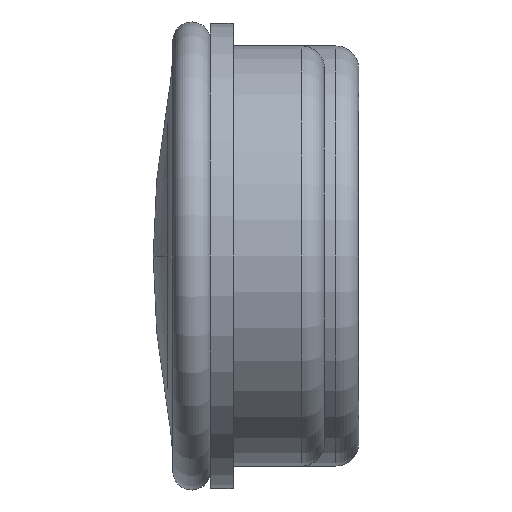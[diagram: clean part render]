
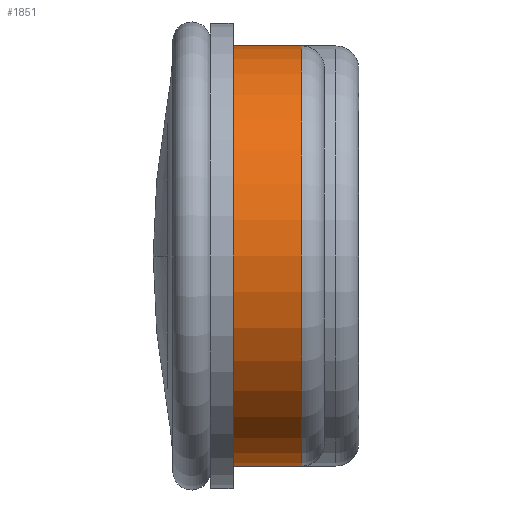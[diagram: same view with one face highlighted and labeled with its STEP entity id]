
A CAD part, left-side view. The second image highlights one B-rep face of the part: STEP entity #1851.
In plain terms, the highlighted cylindrical face has radius 9.2 mm (diameter 18.4 mm), a partial arc.
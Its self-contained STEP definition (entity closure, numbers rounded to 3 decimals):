
#23 = VERTEX_POINT ( 'NONE', #1478 ) ;
#38 = VECTOR ( 'NONE', #1868, 1000. ) ;
#100 = AXIS2_PLACEMENT_3D ( 'NONE', #1486, #1649, #1072 ) ;
#106 = ORIENTED_EDGE ( 'NONE', *, *, #983, .T. ) ;
#189 = AXIS2_PLACEMENT_3D ( 'NONE', #663, #1543, #1824 ) ;
#221 = CARTESIAN_POINT ( 'NONE',  ( -14., -4., -9.2 ) ) ;
#261 = DIRECTION ( 'NONE',  ( 0., -1., 0. ) ) ;
#262 = VERTEX_POINT ( 'NONE', #1571 ) ;
#409 = VERTEX_POINT ( 'NONE', #884 ) ;
#434 = CARTESIAN_POINT ( 'NONE',  ( -14., -3., -9.2 ) ) ;
#592 = VECTOR ( 'NONE', #1519, 1000. ) ;
#663 = CARTESIAN_POINT ( 'NONE',  ( -14., -4., 0. ) ) ;
#668 = CIRCLE ( 'NONE', #100, 9.2 ) ;
#729 = CIRCLE ( 'NONE', #1793, 9.2 ) ;
#838 = VERTEX_POINT ( 'NONE', #434 ) ;
#842 = EDGE_CURVE ( 'NONE', #262, #409, #729, .T. ) ;
#884 = CARTESIAN_POINT ( 'NONE',  ( -14., 0., -9.2 ) ) ;
#885 = EDGE_CURVE ( 'NONE', #23, #262, #1679, .T. ) ;
#909 = ORIENTED_EDGE ( 'NONE', *, *, #1134, .F. ) ;
#923 = CYLINDRICAL_SURFACE ( 'NONE', #189, 9.2 ) ;
#983 = EDGE_CURVE ( 'NONE', #838, #23, #668, .T. ) ;
#1062 = FACE_OUTER_BOUND ( 'NONE', #1694, .T. ) ;
#1072 = DIRECTION ( 'NONE',  ( 0., 0., -1. ) ) ;
#1124 = ORIENTED_EDGE ( 'NONE', *, *, #885, .T. ) ;
#1134 = EDGE_CURVE ( 'NONE', #838, #409, #1723, .T. ) ;
#1433 = CARTESIAN_POINT ( 'NONE',  ( -14., -4., 9.2 ) ) ;
#1478 = CARTESIAN_POINT ( 'NONE',  ( -14., -3., 9.2 ) ) ;
#1486 = CARTESIAN_POINT ( 'NONE',  ( -14., -3., 0. ) ) ;
#1519 = DIRECTION ( 'NONE',  ( 0., 1., 0. ) ) ;
#1543 = DIRECTION ( 'NONE',  ( 0., 1., 0. ) ) ;
#1567 = CARTESIAN_POINT ( 'NONE',  ( -14., 0., 0. ) ) ;
#1571 = CARTESIAN_POINT ( 'NONE',  ( -14., 0., 9.2 ) ) ;
#1578 = DIRECTION ( 'NONE',  ( 0., 0., 1. ) ) ;
#1649 = DIRECTION ( 'NONE',  ( 0., 1., 0. ) ) ;
#1679 = LINE ( 'NONE', #1433, #38 ) ;
#1694 = EDGE_LOOP ( 'NONE', ( #909, #106, #1124, #1702 ) ) ;
#1702 = ORIENTED_EDGE ( 'NONE', *, *, #842, .T. ) ;
#1723 = LINE ( 'NONE', #221, #592 ) ;
#1793 = AXIS2_PLACEMENT_3D ( 'NONE', #1567, #261, #1578 ) ;
#1824 = DIRECTION ( 'NONE',  ( 0., 0., 1. ) ) ;
#1851 = ADVANCED_FACE ( 'NONE', ( #1062 ), #923, .T. ) ;
#1868 = DIRECTION ( 'NONE',  ( 0., 1., 0. ) ) ;
